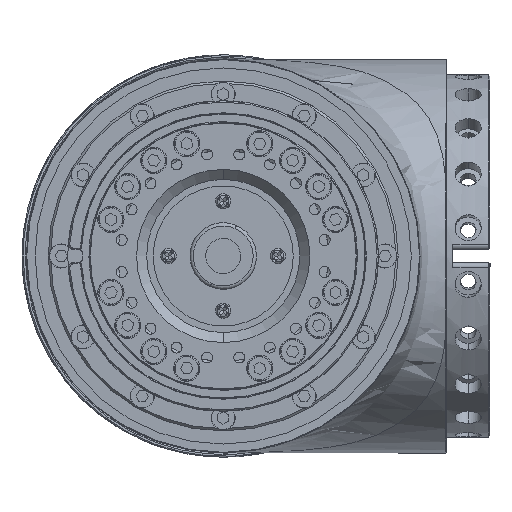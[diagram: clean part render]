
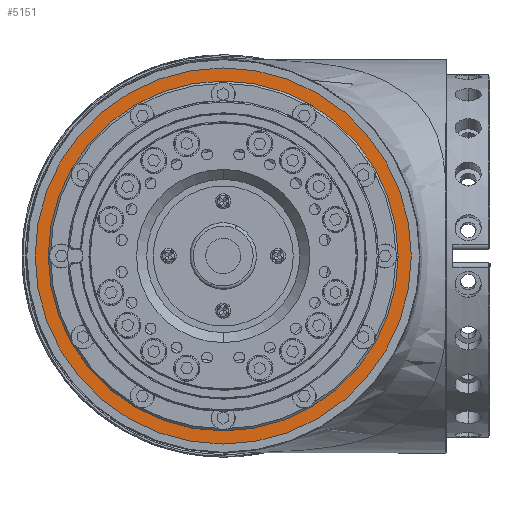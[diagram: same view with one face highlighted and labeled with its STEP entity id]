
A CAD part, left-side view. The second image highlights one B-rep face of the part: STEP entity #5151.
In plain terms, the highlighted planar face has unit normal (-1, 0, 0).
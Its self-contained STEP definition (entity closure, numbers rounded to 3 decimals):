
#3182 = AXIS2_PLACEMENT_3D ( 'NONE', #21766, #26695, #11082 ) ;
#3408 = EDGE_CURVE ( 'NONE', #9750, #26266, #6926, .T. ) ;
#4159 = EDGE_CURVE ( 'NONE', #26266, #9750, #40175, .T. ) ;
#5151 = ADVANCED_FACE ( 'NONE', ( #44727, #62263 ), #53816, .T. ) ;
#5662 = AXIS2_PLACEMENT_3D ( 'NONE', #48670, #60343, #54995 ) ;
#6926 = CIRCLE ( 'NONE', #26622, 40. ) ;
#7138 = DIRECTION ( 'NONE',  ( 0., -1., 0. ) ) ;
#7619 = CARTESIAN_POINT ( 'NONE',  ( -45.257, 47.5, 0. ) ) ;
#8124 = DIRECTION ( 'NONE',  ( -1., 0., 0. ) ) ;
#9042 = CARTESIAN_POINT ( 'NONE',  ( -45.257, 4.5, -40. ) ) ;
#9750 = VERTEX_POINT ( 'NONE', #9042 ) ;
#11011 = AXIS2_PLACEMENT_3D ( 'NONE', #56374, #40669, #45368 ) ;
#11082 = DIRECTION ( 'NONE',  ( 0., -1., 0. ) ) ;
#13453 = EDGE_LOOP ( 'NONE', ( #51138, #18486 ) ) ;
#18486 = ORIENTED_EDGE ( 'NONE', *, *, #52126, .T. ) ;
#21766 = CARTESIAN_POINT ( 'NONE',  ( -45.257, 4.5, 0. ) ) ;
#23195 = VERTEX_POINT ( 'NONE', #46619 ) ;
#23538 = CARTESIAN_POINT ( 'NONE',  ( -45.257, 4.5, 0. ) ) ;
#26266 = VERTEX_POINT ( 'NONE', #59853 ) ;
#26622 = AXIS2_PLACEMENT_3D ( 'NONE', #23538, #8124, #29336 ) ;
#26695 = DIRECTION ( 'NONE',  ( -1., 0., 0. ) ) ;
#28130 = CIRCLE ( 'NONE', #3182, 43. ) ;
#29336 = DIRECTION ( 'NONE',  ( 0., 0., 1. ) ) ;
#34283 = ORIENTED_EDGE ( 'NONE', *, *, #4159, .F. ) ;
#39221 = VERTEX_POINT ( 'NONE', #7619 ) ;
#40175 = CIRCLE ( 'NONE', #11011, 40. ) ;
#40669 = DIRECTION ( 'NONE',  ( -1., 0., 0. ) ) ;
#43965 = AXIS2_PLACEMENT_3D ( 'NONE', #55683, #60356, #7138 ) ;
#44727 = FACE_OUTER_BOUND ( 'NONE', #13453, .T. ) ;
#45368 = DIRECTION ( 'NONE',  ( 0., 0., 1. ) ) ;
#46619 = CARTESIAN_POINT ( 'NONE',  ( -45.257, -38.5, 0. ) ) ;
#48670 = CARTESIAN_POINT ( 'NONE',  ( -45.257, 47.5, 0. ) ) ;
#49453 = EDGE_LOOP ( 'NONE', ( #55695, #34283 ) ) ;
#50728 = EDGE_CURVE ( 'NONE', #23195, #39221, #28130, .T. ) ;
#51138 = ORIENTED_EDGE ( 'NONE', *, *, #50728, .T. ) ;
#52126 = EDGE_CURVE ( 'NONE', #39221, #23195, #55604, .T. ) ;
#53816 = PLANE ( 'NONE',  #5662 ) ;
#54995 = DIRECTION ( 'NONE',  ( 0., -1., 0. ) ) ;
#55604 = CIRCLE ( 'NONE', #43965, 43. ) ;
#55683 = CARTESIAN_POINT ( 'NONE',  ( -45.257, 4.5, 0. ) ) ;
#55695 = ORIENTED_EDGE ( 'NONE', *, *, #3408, .F. ) ;
#56374 = CARTESIAN_POINT ( 'NONE',  ( -45.257, 4.5, 0. ) ) ;
#59853 = CARTESIAN_POINT ( 'NONE',  ( -45.257, 4.5, 40. ) ) ;
#60343 = DIRECTION ( 'NONE',  ( -1., 0., 0. ) ) ;
#60356 = DIRECTION ( 'NONE',  ( -1., 0., 0. ) ) ;
#62263 = FACE_BOUND ( 'NONE', #49453, .T. ) ;
